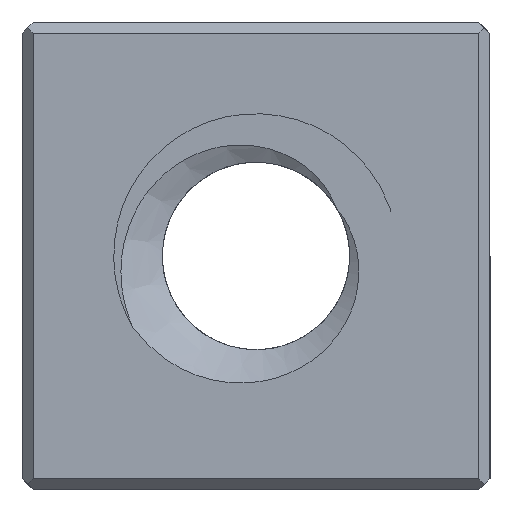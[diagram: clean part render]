
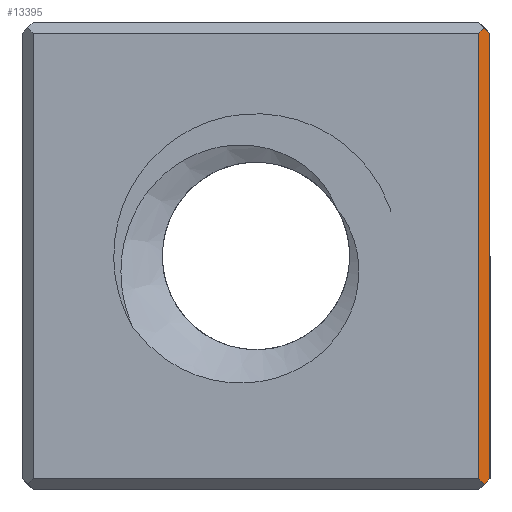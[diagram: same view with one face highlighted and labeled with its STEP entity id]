
A CAD part, left-side view. The second image highlights one B-rep face of the part: STEP entity #13395.
In plain terms, the highlighted planar face has unit normal (-0.707, -0.707, 0).
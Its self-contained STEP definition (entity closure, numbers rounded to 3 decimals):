
#13395 = ADVANCED_FACE('',(#13396),#13410,.T.);
#13396 = FACE_BOUND('',#13397,.T.);
#13397 = EDGE_LOOP('',(#13398,#13433,#13461,#13489,#13517,#13545));
#13398 = ORIENTED_EDGE('',*,*,#13399,.T.);
#13399 = EDGE_CURVE('',#13400,#13402,#13404,.T.);
#13400 = VERTEX_POINT('',#13401);
#13401 = CARTESIAN_POINT('',(0.15,0.15,0.15));
#13402 = VERTEX_POINT('',#13403);
#13403 = CARTESIAN_POINT('',(0.3,0.,0.3));
#13404 = SURFACE_CURVE('',#13405,(#13409,#13421),.PCURVE_S1.);
#13405 = LINE('',#13406,#13407);
#13406 = CARTESIAN_POINT('',(0.2,0.1,0.2));
#13407 = VECTOR('',#13408,1.);
#13408 = DIRECTION('',(0.577,-0.577,0.577));
#13409 = PCURVE('',#13410,#13415);
#13410 = PLANE('',#13411);
#13411 = AXIS2_PLACEMENT_3D('',#13412,#13413,#13414);
#13412 = CARTESIAN_POINT('',(0.3,0.,0.));
#13413 = DIRECTION('',(-0.707,-0.707,0.));
#13414 = DIRECTION('',(-0.707,0.707,0.));
#13415 = DEFINITIONAL_REPRESENTATION('',(#13416),#13420);
#13416 = LINE('',#13417,#13418);
#13417 = CARTESIAN_POINT('',(0.141,-0.2));
#13418 = VECTOR('',#13419,1.);
#13419 = DIRECTION('',(-0.816,-0.577));
#13420 = ( GEOMETRIC_REPRESENTATION_CONTEXT(2) 
PARAMETRIC_REPRESENTATION_CONTEXT() REPRESENTATION_CONTEXT('2D SPACE',''
  ) );
#13421 = PCURVE('',#13422,#13427);
#13422 = PLANE('',#13423);
#13423 = AXIS2_PLACEMENT_3D('',#13424,#13425,#13426);
#13424 = CARTESIAN_POINT('',(0.,0.,0.3)
  );
#13425 = DIRECTION('',(0.,0.707,0.707
    ));
#13426 = DIRECTION('',(0.,0.707,-0.707
    ));
#13427 = DEFINITIONAL_REPRESENTATION('',(#13428),#13432);
#13428 = LINE('',#13429,#13430);
#13429 = CARTESIAN_POINT('',(0.141,-0.2));
#13430 = VECTOR('',#13431,1.);
#13431 = DIRECTION('',(-0.816,-0.577));
#13432 = ( GEOMETRIC_REPRESENTATION_CONTEXT(2) 
PARAMETRIC_REPRESENTATION_CONTEXT() REPRESENTATION_CONTEXT('2D SPACE',''
  ) );
#13433 = ORIENTED_EDGE('',*,*,#13434,.T.);
#13434 = EDGE_CURVE('',#13402,#13435,#13437,.T.);
#13435 = VERTEX_POINT('',#13436);
#13436 = CARTESIAN_POINT('',(0.3,0.,12.2));
#13437 = SURFACE_CURVE('',#13438,(#13442,#13449),.PCURVE_S1.);
#13438 = LINE('',#13439,#13440);
#13439 = CARTESIAN_POINT('',(0.3,0.,0.));
#13440 = VECTOR('',#13441,1.);
#13441 = DIRECTION('',(0.,0.,1.));
#13442 = PCURVE('',#13410,#13443);
#13443 = DEFINITIONAL_REPRESENTATION('',(#13444),#13448);
#13444 = LINE('',#13445,#13446);
#13445 = CARTESIAN_POINT('',(0.,0.));
#13446 = VECTOR('',#13447,1.);
#13447 = DIRECTION('',(0.,-1.));
#13448 = ( GEOMETRIC_REPRESENTATION_CONTEXT(2) 
PARAMETRIC_REPRESENTATION_CONTEXT() REPRESENTATION_CONTEXT('2D SPACE',''
  ) );
#13449 = PCURVE('',#13450,#13455);
#13450 = PLANE('',#13451);
#13451 = AXIS2_PLACEMENT_3D('',#13452,#13453,#13454);
#13452 = CARTESIAN_POINT('',(0.,0.,0.));
#13453 = DIRECTION('',(0.,1.,0.));
#13454 = DIRECTION('',(1.,0.,0.));
#13455 = DEFINITIONAL_REPRESENTATION('',(#13456),#13460);
#13456 = LINE('',#13457,#13458);
#13457 = CARTESIAN_POINT('',(0.3,0.));
#13458 = VECTOR('',#13459,1.);
#13459 = DIRECTION('',(0.,-1.));
#13460 = ( GEOMETRIC_REPRESENTATION_CONTEXT(2) 
PARAMETRIC_REPRESENTATION_CONTEXT() REPRESENTATION_CONTEXT('2D SPACE',''
  ) );
#13461 = ORIENTED_EDGE('',*,*,#13462,.F.);
#13462 = EDGE_CURVE('',#13463,#13435,#13465,.T.);
#13463 = VERTEX_POINT('',#13464);
#13464 = CARTESIAN_POINT('',(0.15,0.15,12.35));
#13465 = SURFACE_CURVE('',#13466,(#13470,#13477),.PCURVE_S1.);
#13466 = LINE('',#13467,#13468);
#13467 = CARTESIAN_POINT('',(2.283,-1.983,
    10.217));
#13468 = VECTOR('',#13469,1.);
#13469 = DIRECTION('',(0.577,-0.577,-0.577));
#13470 = PCURVE('',#13410,#13471);
#13471 = DEFINITIONAL_REPRESENTATION('',(#13472),#13476);
#13472 = LINE('',#13473,#13474);
#13473 = CARTESIAN_POINT('',(-2.805,-10.217));
#13474 = VECTOR('',#13475,1.);
#13475 = DIRECTION('',(-0.816,0.577));
#13476 = ( GEOMETRIC_REPRESENTATION_CONTEXT(2) 
PARAMETRIC_REPRESENTATION_CONTEXT() REPRESENTATION_CONTEXT('2D SPACE',''
  ) );
#13477 = PCURVE('',#13478,#13483);
#13478 = PLANE('',#13479);
#13479 = AXIS2_PLACEMENT_3D('',#13480,#13481,#13482);
#13480 = CARTESIAN_POINT('',(0.,0.,12.2
    ));
#13481 = DIRECTION('',(0.,-0.707,
    0.707));
#13482 = DIRECTION('',(0.,0.707,0.707)
  );
#13483 = DEFINITIONAL_REPRESENTATION('',(#13484),#13488);
#13484 = LINE('',#13485,#13486);
#13485 = CARTESIAN_POINT('',(-2.805,-2.283));
#13486 = VECTOR('',#13487,1.);
#13487 = DIRECTION('',(-0.816,-0.577));
#13488 = ( GEOMETRIC_REPRESENTATION_CONTEXT(2) 
PARAMETRIC_REPRESENTATION_CONTEXT() REPRESENTATION_CONTEXT('2D SPACE',''
  ) );
#13489 = ORIENTED_EDGE('',*,*,#13490,.F.);
#13490 = EDGE_CURVE('',#13491,#13463,#13493,.T.);
#13491 = VERTEX_POINT('',#13492);
#13492 = CARTESIAN_POINT('',(0.,0.3,12.2));
#13493 = SURFACE_CURVE('',#13494,(#13498,#13505),.PCURVE_S1.);
#13494 = LINE('',#13495,#13496);
#13495 = CARTESIAN_POINT('',(-1.783,2.083,
    10.417));
#13496 = VECTOR('',#13497,1.);
#13497 = DIRECTION('',(0.577,-0.577,0.577));
#13498 = PCURVE('',#13410,#13499);
#13499 = DEFINITIONAL_REPRESENTATION('',(#13500),#13504);
#13500 = LINE('',#13501,#13502);
#13501 = CARTESIAN_POINT('',(2.946,-10.417));
#13502 = VECTOR('',#13503,1.);
#13503 = DIRECTION('',(-0.816,-0.577));
#13504 = ( GEOMETRIC_REPRESENTATION_CONTEXT(2) 
PARAMETRIC_REPRESENTATION_CONTEXT() REPRESENTATION_CONTEXT('2D SPACE',''
  ) );
#13505 = PCURVE('',#13506,#13511);
#13506 = PLANE('',#13507);
#13507 = AXIS2_PLACEMENT_3D('',#13508,#13509,#13510);
#13508 = CARTESIAN_POINT('',(0.3,0.,12.5));
#13509 = DIRECTION('',(-0.707,0.,
    0.707));
#13510 = DIRECTION('',(-0.707,0.,
    -0.707));
#13511 = DEFINITIONAL_REPRESENTATION('',(#13512),#13516);
#13512 = LINE('',#13513,#13514);
#13513 = CARTESIAN_POINT('',(2.946,-2.083));
#13514 = VECTOR('',#13515,1.);
#13515 = DIRECTION('',(-0.816,0.577));
#13516 = ( GEOMETRIC_REPRESENTATION_CONTEXT(2) 
PARAMETRIC_REPRESENTATION_CONTEXT() REPRESENTATION_CONTEXT('2D SPACE',''
  ) );
#13517 = ORIENTED_EDGE('',*,*,#13518,.F.);
#13518 = EDGE_CURVE('',#13519,#13491,#13521,.T.);
#13519 = VERTEX_POINT('',#13520);
#13520 = CARTESIAN_POINT('',(0.,0.3,0.3));
#13521 = SURFACE_CURVE('',#13522,(#13526,#13533),.PCURVE_S1.);
#13522 = LINE('',#13523,#13524);
#13523 = CARTESIAN_POINT('',(0.,0.3,0.));
#13524 = VECTOR('',#13525,1.);
#13525 = DIRECTION('',(0.,0.,1.));
#13526 = PCURVE('',#13410,#13527);
#13527 = DEFINITIONAL_REPRESENTATION('',(#13528),#13532);
#13528 = LINE('',#13529,#13530);
#13529 = CARTESIAN_POINT('',(0.424,0.));
#13530 = VECTOR('',#13531,1.);
#13531 = DIRECTION('',(0.,-1.));
#13532 = ( GEOMETRIC_REPRESENTATION_CONTEXT(2) 
PARAMETRIC_REPRESENTATION_CONTEXT() REPRESENTATION_CONTEXT('2D SPACE',''
  ) );
#13533 = PCURVE('',#13534,#13539);
#13534 = PLANE('',#13535);
#13535 = AXIS2_PLACEMENT_3D('',#13536,#13537,#13538);
#13536 = CARTESIAN_POINT('',(0.,12.5,0.));
#13537 = DIRECTION('',(1.,0.,0.));
#13538 = DIRECTION('',(0.,-1.,0.));
#13539 = DEFINITIONAL_REPRESENTATION('',(#13540),#13544);
#13540 = LINE('',#13541,#13542);
#13541 = CARTESIAN_POINT('',(12.2,0.));
#13542 = VECTOR('',#13543,1.);
#13543 = DIRECTION('',(0.,-1.));
#13544 = ( GEOMETRIC_REPRESENTATION_CONTEXT(2) 
PARAMETRIC_REPRESENTATION_CONTEXT() REPRESENTATION_CONTEXT('2D SPACE',''
  ) );
#13545 = ORIENTED_EDGE('',*,*,#13546,.F.);
#13546 = EDGE_CURVE('',#13400,#13519,#13547,.T.);
#13547 = SURFACE_CURVE('',#13548,(#13552,#13559),.PCURVE_S1.);
#13548 = LINE('',#13549,#13550);
#13549 = CARTESIAN_POINT('',(0.2,0.1,0.1));
#13550 = VECTOR('',#13551,1.);
#13551 = DIRECTION('',(-0.577,0.577,0.577));
#13552 = PCURVE('',#13410,#13553);
#13553 = DEFINITIONAL_REPRESENTATION('',(#13554),#13558);
#13554 = LINE('',#13555,#13556);
#13555 = CARTESIAN_POINT('',(0.141,-0.1));
#13556 = VECTOR('',#13557,1.);
#13557 = DIRECTION('',(0.816,-0.577));
#13558 = ( GEOMETRIC_REPRESENTATION_CONTEXT(2) 
PARAMETRIC_REPRESENTATION_CONTEXT() REPRESENTATION_CONTEXT('2D SPACE',''
  ) );
#13559 = PCURVE('',#13560,#13565);
#13560 = PLANE('',#13561);
#13561 = AXIS2_PLACEMENT_3D('',#13562,#13563,#13564);
#13562 = CARTESIAN_POINT('',(0.,0.,0.3));
#13563 = DIRECTION('',(-0.707,0.,
    -0.707));
#13564 = DIRECTION('',(0.707,0.,-0.707
    ));
#13565 = DEFINITIONAL_REPRESENTATION('',(#13566),#13570);
#13566 = LINE('',#13567,#13568);
#13567 = CARTESIAN_POINT('',(0.283,-0.1));
#13568 = VECTOR('',#13569,1.);
#13569 = DIRECTION('',(-0.816,-0.577));
#13570 = ( GEOMETRIC_REPRESENTATION_CONTEXT(2) 
PARAMETRIC_REPRESENTATION_CONTEXT() REPRESENTATION_CONTEXT('2D SPACE',''
  ) );
